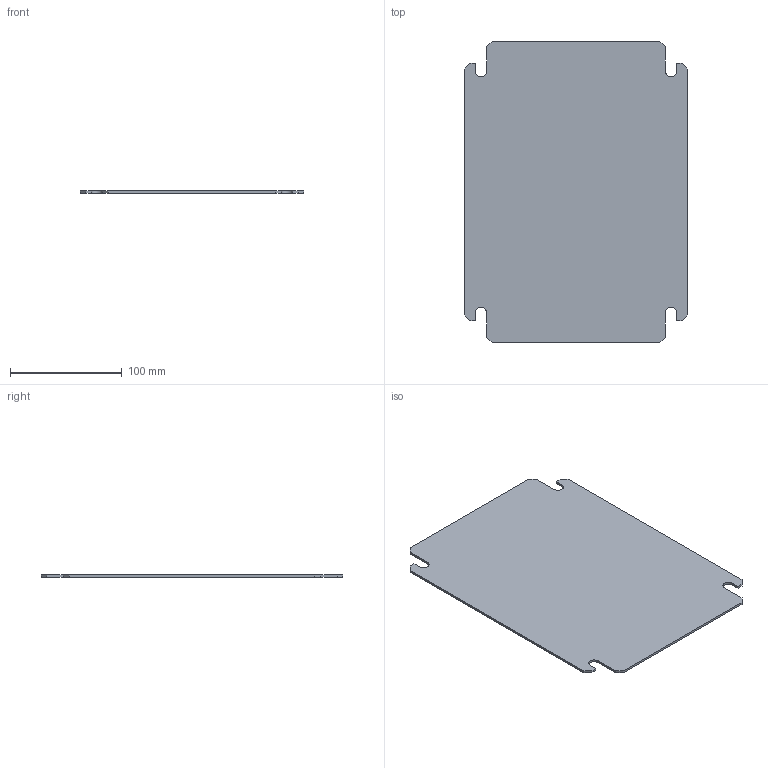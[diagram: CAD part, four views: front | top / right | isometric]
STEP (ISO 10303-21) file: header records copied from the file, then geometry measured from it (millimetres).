
FILE_DESCRIPTION(/* description */ (''),/* implementation_level */ '2;1');
FILE_NAME(/* name */ 'PL3025.stp',/* time_stamp */ '2017-06-28T08:31:09+02:00',/* author */ (''),/* organization */ (''),/* preprocessor_version */ 'ST-DEVELOPER v15',/* originating_system */ 'SIEMENS PLM Software NX 9.0',/* authorisation */ '');
FILE_SCHEMA (('CONFIG_CONTROL_DESIGN'));
Length unit declared in the file: millimetre
Products named in the file (1): PL7050_stp
Bounding box: 200 x 270 x 2 mm (x, y, z)
Volume: 103729.5 mm3; surface area: 105716.9 mm2
Topology: 1 solids, 1 shells, 30 faces, 84 edges, 56 vertices
Faces by surface type: plane 26, cylinder 3, bspline 1
Entity records: 1039 total; most frequent: CARTESIAN_POINT 213, ORIENTED_EDGE 168, DIRECTION 133, EDGE_CURVE 84, LINE 65, VECTOR 65, VERTEX_POINT 56, AXIS2_PLACEMENT_3D 34
